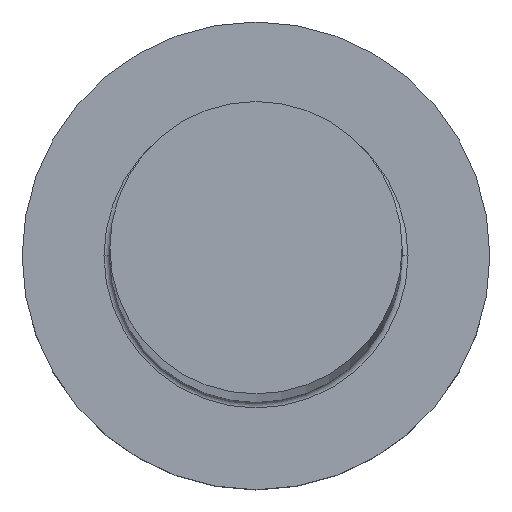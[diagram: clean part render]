
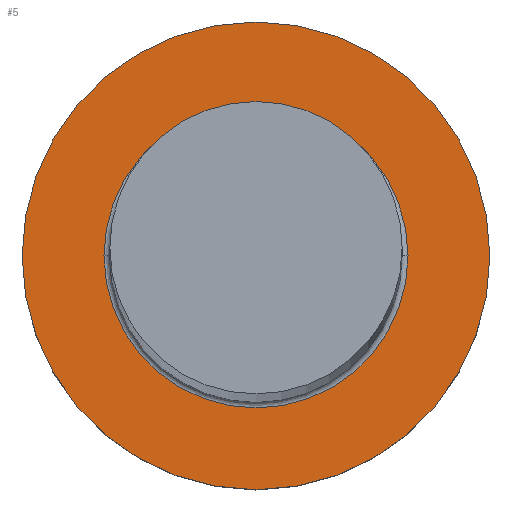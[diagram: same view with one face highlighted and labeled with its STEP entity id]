
A CAD part, top view. The second image highlights one B-rep face of the part: STEP entity #5.
In plain terms, the highlighted planar face has unit normal (0, 0, 1).
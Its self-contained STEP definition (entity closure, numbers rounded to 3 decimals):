
#5 = ADVANCED_FACE ( 'NONE', ( #247, #111 ), #63, .T. ) ;
#11 = CARTESIAN_POINT ( 'NONE',  ( -8., 0., 5. ) ) ;
#13 = VERTEX_POINT ( 'NONE', #267 ) ;
#14 = AXIS2_PLACEMENT_3D ( 'NONE', #209, #22, #142 ) ;
#22 = DIRECTION ( 'NONE',  ( 0., 0., 1. ) ) ;
#24 = AXIS2_PLACEMENT_3D ( 'NONE', #53, #60, #198 ) ;
#27 = EDGE_CURVE ( 'NONE', #156, #191, #249, .T. ) ;
#28 = CARTESIAN_POINT ( 'NONE',  ( -5.2, 0., 5. ) ) ;
#53 = CARTESIAN_POINT ( 'NONE',  ( 0., 0., 5. ) ) ;
#56 = EDGE_CURVE ( 'NONE', #13, #284, #125, .T. ) ;
#59 = DIRECTION ( 'NONE',  ( 1., 0., 0. ) ) ;
#60 = DIRECTION ( 'NONE',  ( 0., 0., -1. ) ) ;
#61 = DIRECTION ( 'NONE',  ( 0., 0., 1. ) ) ;
#63 = PLANE ( 'NONE',  #212 ) ;
#77 = CARTESIAN_POINT ( 'NONE',  ( 5.2, 0., 5. ) ) ;
#80 = DIRECTION ( 'NONE',  ( 0., 0., -1. ) ) ;
#82 = AXIS2_PLACEMENT_3D ( 'NONE', #208, #80, #253 ) ;
#100 = EDGE_CURVE ( 'NONE', #284, #13, #148, .T. ) ;
#103 = CARTESIAN_POINT ( 'NONE',  ( 0., 0., 5. ) ) ;
#109 = DIRECTION ( 'NONE',  ( 1., 0., 0. ) ) ;
#111 = FACE_OUTER_BOUND ( 'NONE', #138, .T. ) ;
#125 = CIRCLE ( 'NONE', #181, 8. ) ;
#127 = ORIENTED_EDGE ( 'NONE', *, *, #27, .T. ) ;
#130 = EDGE_LOOP ( 'NONE', ( #215, #127 ) ) ;
#138 = EDGE_LOOP ( 'NONE', ( #140, #265 ) ) ;
#140 = ORIENTED_EDGE ( 'NONE', *, *, #100, .T. ) ;
#142 = DIRECTION ( 'NONE',  ( 1., 0., 0. ) ) ;
#148 = CIRCLE ( 'NONE', #14, 8. ) ;
#154 = CARTESIAN_POINT ( 'NONE',  ( 0., 0., 5. ) ) ;
#156 = VERTEX_POINT ( 'NONE', #28 ) ;
#181 = AXIS2_PLACEMENT_3D ( 'NONE', #154, #225, #109 ) ;
#191 = VERTEX_POINT ( 'NONE', #77 ) ;
#198 = DIRECTION ( 'NONE',  ( 1., 0., 0. ) ) ;
#208 = CARTESIAN_POINT ( 'NONE',  ( 0., 0., 5. ) ) ;
#209 = CARTESIAN_POINT ( 'NONE',  ( 0., 0., 5. ) ) ;
#212 = AXIS2_PLACEMENT_3D ( 'NONE', #103, #61, #59 ) ;
#215 = ORIENTED_EDGE ( 'NONE', *, *, #256, .T. ) ;
#225 = DIRECTION ( 'NONE',  ( 0., 0., 1. ) ) ;
#230 = CIRCLE ( 'NONE', #24, 5.2 ) ;
#247 = FACE_BOUND ( 'NONE', #130, .T. ) ;
#249 = CIRCLE ( 'NONE', #82, 5.2 ) ;
#253 = DIRECTION ( 'NONE',  ( 1., 0., 0. ) ) ;
#256 = EDGE_CURVE ( 'NONE', #191, #156, #230, .T. ) ;
#265 = ORIENTED_EDGE ( 'NONE', *, *, #56, .T. ) ;
#267 = CARTESIAN_POINT ( 'NONE',  ( 8., 0., 5. ) ) ;
#284 = VERTEX_POINT ( 'NONE', #11 ) ;
